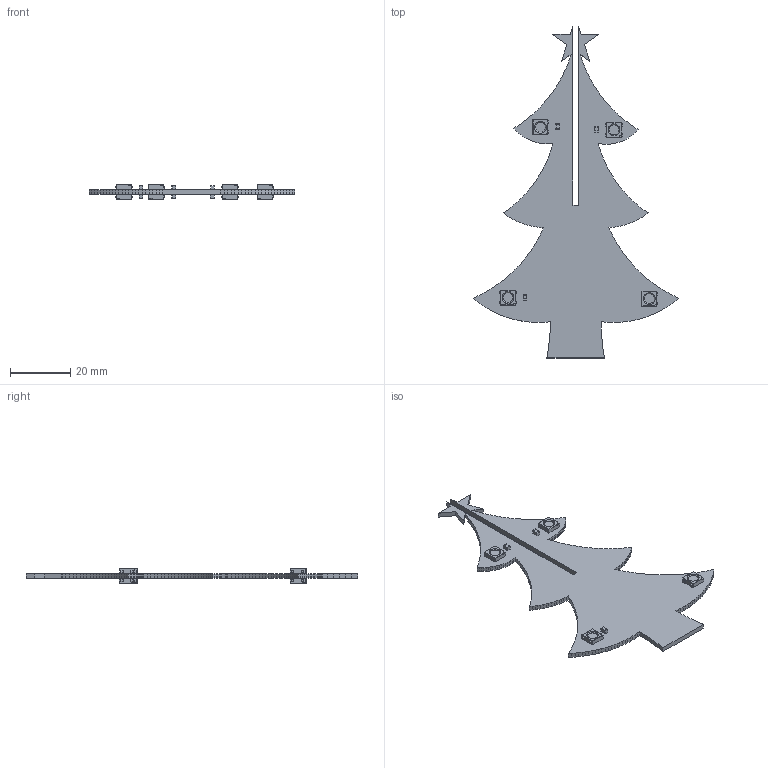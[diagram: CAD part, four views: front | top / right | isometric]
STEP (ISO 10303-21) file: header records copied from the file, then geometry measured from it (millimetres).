
FILE_DESCRIPTION(('KiCad electronic assembly'),'2;1');
FILE_NAME('Arbolito Tronco.step','2023-11-12T23:01:50',('Pcbnew'),( 'Kicad'),'Open CASCADE STEP processor 7.6','KiCad to STEP converter' ,'Unknown');
FILE_SCHEMA(('AUTOMOTIVE_DESIGN { 1 0 10303 214 1 1 1 1 }'));
Length unit declared in the file: millimetre
Products named in the file (6): Arbolito Tronco 1; C_0805_2012Metric; SOLID; LED_WS2812B_PLCC4_5.0x5.0mm_P3.2mm; PCB
Assembly tree (17 placements, depth 3):
  Arbolito Tronco 1
    C_0805_2012Metric  x6
      SOLID
    LED_WS2812B_PLCC4_5.0x5.0mm_P3.2mm  x8
      SOLID
    PCB
Bounding box: 68.16 x 109.9 x 4.9 mm (x, y, z)
Volume: 4979.2 mm3; surface area: 7490.1 mm2
Topology: 15 solids, 15 shells, 1002 faces, 2904 edges, 1920 vertices
Faces by surface type: plane 746, cylinder 248, cone 8
Full cylindrical faces by diameter (mm): 3.333 x8
Entity records: 28630 total; most frequent: CARTESIAN_POINT 4985, DIRECTION 4244, LINE 3279, VECTOR 3279, ORIENTED_EDGE 2274, PCURVE 2274, DEFINITIONAL_REPRESENTATION 2274, EDGE_CURVE 1137
